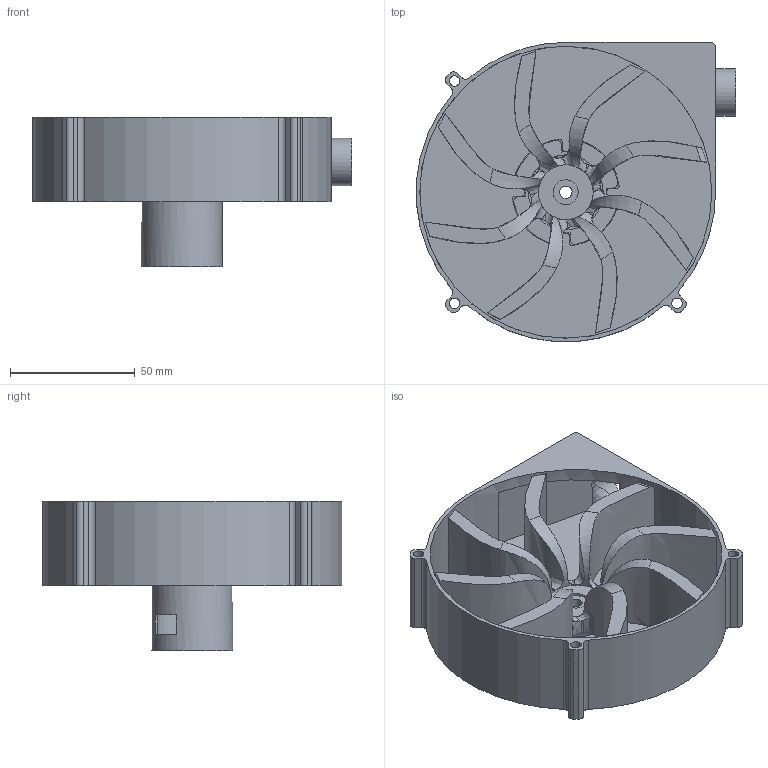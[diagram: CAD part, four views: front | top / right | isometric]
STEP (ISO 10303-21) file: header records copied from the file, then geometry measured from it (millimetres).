
FILE_DESCRIPTION(/* description */ (''),/* implementation_level */ '2;1');
FILE_NAME(/* name */ 'Blower V3 v1.step',/* time_stamp */ '2020-04-24T12:35:31+02:00',/* author */ (''),/* organization */ (''),/* preprocessor_version */ 'ST-DEVELOPER v18.1',/* originating_system */ 'Autodesk Translation Framework v9.2.0.1227',/* authorisation */ '');
FILE_SCHEMA (('AUTOMOTIVE_DESIGN { 1 0 10303 214 3 1 1 }'));
Length unit declared in the file: millimetre
Products named in the file (4): Blower V3; Duct; motor_holder; Propeller
Assembly tree (3 placements, depth 2):
  Blower V3
    Duct
    motor_holder
    Propeller
Bounding box: 127.82 x 119.82 x 60 mm (x, y, z)
Volume: 145735.7 mm3; surface area: 88643.8 mm2
Topology: 3 solids, 3 shells, 230 faces, 661 edges, 440 vertices
Faces by surface type: cylinder 81, plane 80, bspline 52, torus 17
Full cylindrical faces by diameter (mm): 3.2 x4, 4.2 x3, 5 x1, 8 x1, 10 x1, 15 x1, 19 x1, 22 x1, 30 x1, 32.4 x1, 117 x1
Entity records: 9441 total; most frequent: CARTESIAN_POINT 3747, ORIENTED_EDGE 1322, DIRECTION 972, EDGE_CURVE 661, VERTEX_POINT 440, AXIS2_PLACEMENT_3D 379, EDGE_LOOP 257, FACE_OUTER_BOUND 230
